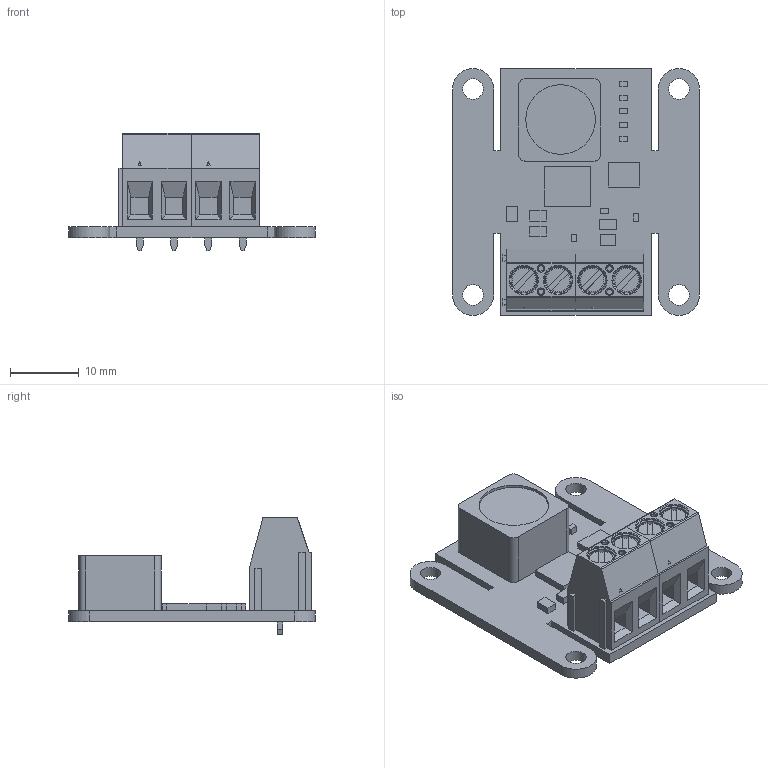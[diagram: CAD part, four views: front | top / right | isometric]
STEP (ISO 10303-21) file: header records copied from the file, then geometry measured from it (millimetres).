
FILE_DESCRIPTION(/* description */ (''),/* implementation_level */ '2;1');
FILE_NAME(/* name */ 'vb-dc-dc-12v3a_v0_9-cad.stp',/* time_stamp */ '2025-01-19T19:19:23+03:00',/* author */ ('Home'),/* organization */ (''),/* preprocessor_version */ 'ST-DEVELOPER v18.1',/* originating_system */ 'Autodesk Inventor 2022',/* authorisation */ '');
FILE_SCHEMA (('AUTOMOTIVE_DESIGN { 1 0 10303 214 3 1 1 }'));
Length unit declared in the file: millimetre
Products named in the file (3): vb-dc-dc-12v3a_v0_9-cad; pc-power; DG125-5.0_2P
Assembly tree (3 placements, depth 2):
  vb-dc-dc-12v3a_v0_9-cad
    pc-power
    DG125-5.0_2P  x2
Bounding box: 36 x 36 x 17.1 mm (x, y, z)
Volume: 5036.4 mm3; surface area: 5243.6 mm2
Topology: 3 solids, 3 shells, 370 faces, 931 edges, 606 vertices
Faces by surface type: plane 293, cylinder 37, bspline 24, torus 12, cone 4
Full cylindrical faces by diameter (mm): 0.8 x4, 1.2 x4, 3 x4, 4 x4, 4.1 x8, 10.157 x1
Entity records: 8145 total; most frequent: CARTESIAN_POINT 1908, ORIENTED_EDGE 1222, DIRECTION 1171, EDGE_CURVE 611, LINE 509, VECTOR 509, VERTEX_POINT 400, AXIS2_PLACEMENT_3D 331
